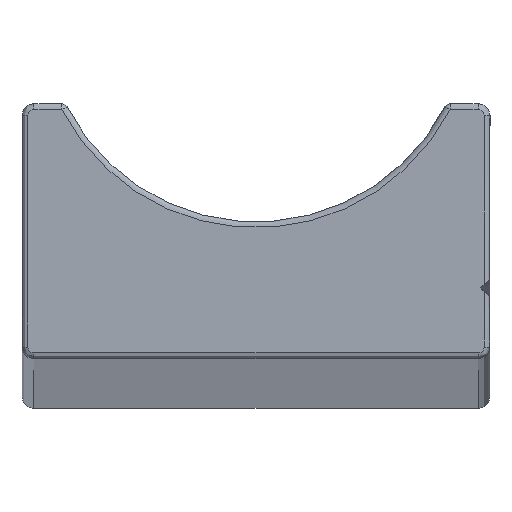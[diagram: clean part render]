
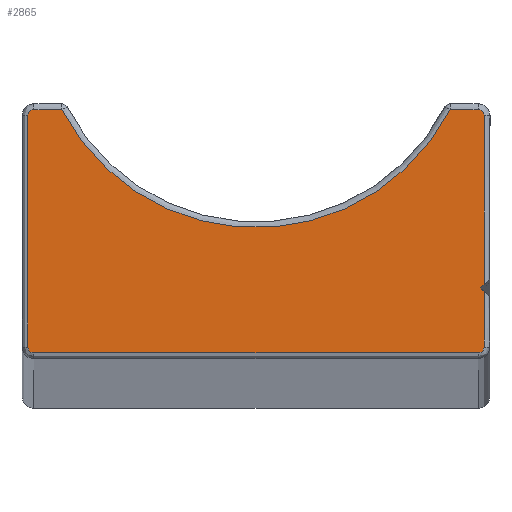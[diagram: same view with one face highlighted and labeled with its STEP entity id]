
A CAD part, top view. The second image highlights one B-rep face of the part: STEP entity #2865.
In plain terms, the highlighted planar face has unit normal (0, 0, 1).
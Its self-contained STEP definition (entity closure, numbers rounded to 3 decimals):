
#115=PLANE('',#3092);
#162=CIRCLE('',#3093,0.25);
#163=CIRCLE('',#3094,9.25);
#164=CIRCLE('',#3095,0.25);
#165=CIRCLE('',#3096,0.25);
#166=CIRCLE('',#3097,0.25);
#275=FACE_OUTER_BOUND('',#458,.T.);
#458=EDGE_LOOP('',(#2093,#2094,#2095,#2096,#2097,#2098,#2099,#2100,#2101,
#2102,#2103,#2104,#2105));
#869=LINE('',#13090,#1020);
#870=LINE('',#13096,#1021);
#871=LINE('',#13098,#1022);
#872=LINE('',#13099,#1023);
#873=LINE('',#13103,#1024);
#874=LINE('',#13107,#1025);
#875=LINE('',#13111,#1026);
#876=LINE('',#13115,#1027);
#1020=VECTOR('',#3450,7.15);
#1021=VECTOR('',#3457,2.35);
#1022=VECTOR('',#3458,0.212);
#1023=VECTOR('',#3459,0.212);
#1024=VECTOR('',#3462,1.184);
#1025=VECTOR('',#3465,1.184);
#1026=VECTOR('',#3468,9.8);
#1027=VECTOR('',#3471,18.8);
#1260=VERTEX_POINT('',#13088);
#1261=VERTEX_POINT('',#13089);
#1262=VERTEX_POINT('',#13094);
#1263=VERTEX_POINT('',#13095);
#1264=VERTEX_POINT('',#13097);
#1265=VERTEX_POINT('',#13100);
#1266=VERTEX_POINT('',#13102);
#1267=VERTEX_POINT('',#13104);
#1268=VERTEX_POINT('',#13106);
#1269=VERTEX_POINT('',#13108);
#1270=VERTEX_POINT('',#13110);
#1271=VERTEX_POINT('',#13112);
#1272=VERTEX_POINT('',#13114);
#1584=EDGE_CURVE('',#1260,#1261,#869,.T.);
#1587=EDGE_CURVE('',#1262,#1263,#870,.T.);
#1588=EDGE_CURVE('',#1263,#1264,#871,.T.);
#1589=EDGE_CURVE('',#1264,#1260,#872,.T.);
#1590=EDGE_CURVE('',#1261,#1265,#162,.T.);
#1591=EDGE_CURVE('',#1265,#1266,#873,.T.);
#1592=EDGE_CURVE('',#1266,#1267,#163,.T.);
#1593=EDGE_CURVE('',#1267,#1268,#874,.T.);
#1594=EDGE_CURVE('',#1268,#1269,#164,.T.);
#1595=EDGE_CURVE('',#1269,#1270,#875,.T.);
#1596=EDGE_CURVE('',#1270,#1271,#165,.T.);
#1597=EDGE_CURVE('',#1271,#1272,#876,.T.);
#1598=EDGE_CURVE('',#1272,#1262,#166,.T.);
#2093=ORIENTED_EDGE('',*,*,#1587,.T.);
#2094=ORIENTED_EDGE('',*,*,#1588,.T.);
#2095=ORIENTED_EDGE('',*,*,#1589,.T.);
#2096=ORIENTED_EDGE('',*,*,#1584,.T.);
#2097=ORIENTED_EDGE('',*,*,#1590,.T.);
#2098=ORIENTED_EDGE('',*,*,#1591,.T.);
#2099=ORIENTED_EDGE('',*,*,#1592,.T.);
#2100=ORIENTED_EDGE('',*,*,#1593,.T.);
#2101=ORIENTED_EDGE('',*,*,#1594,.T.);
#2102=ORIENTED_EDGE('',*,*,#1595,.T.);
#2103=ORIENTED_EDGE('',*,*,#1596,.T.);
#2104=ORIENTED_EDGE('',*,*,#1597,.T.);
#2105=ORIENTED_EDGE('',*,*,#1598,.T.);
#2865=ADVANCED_FACE('',(#275),#115,.T.);
#3092=AXIS2_PLACEMENT_3D('',#13093,#3455,#3456);
#3093=AXIS2_PLACEMENT_3D('',#13101,#3460,#3461);
#3094=AXIS2_PLACEMENT_3D('',#13105,#3463,#3464);
#3095=AXIS2_PLACEMENT_3D('',#13109,#3466,#3467);
#3096=AXIS2_PLACEMENT_3D('',#13113,#3469,#3470);
#3097=AXIS2_PLACEMENT_3D('',#13116,#3472,#3473);
#3450=DIRECTION('',(0.,1.,0.));
#3455=DIRECTION('center_axis',(0.,0.,1.));
#3456=DIRECTION('ref_axis',(1.,0.,0.));
#3457=DIRECTION('',(0.,1.,0.));
#3458=DIRECTION('',(-0.707,0.707,0.));
#3459=DIRECTION('',(0.707,0.707,0.));
#3460=DIRECTION('center_axis',(0.,0.,1.));
#3461=DIRECTION('ref_axis',(1.,0.,0.));
#3462=DIRECTION('',(-1.,0.,0.));
#3463=DIRECTION('center_axis',(0.,0.,-1.));
#3464=DIRECTION('ref_axis',(0.888,-0.459,0.));
#3465=DIRECTION('',(-1.,0.,0.));
#3466=DIRECTION('center_axis',(0.,0.,1.));
#3467=DIRECTION('ref_axis',(0.,1.,0.));
#3468=DIRECTION('',(0.,-1.,0.));
#3469=DIRECTION('center_axis',(0.,0.,1.));
#3470=DIRECTION('ref_axis',(-1.,0.,0.));
#3471=DIRECTION('',(1.,0.,0.));
#3472=DIRECTION('center_axis',(0.,0.,1.));
#3473=DIRECTION('ref_axis',(0.,-1.,0.));
#13088=CARTESIAN_POINT('',(9.65,3.15,600.));
#13089=CARTESIAN_POINT('',(9.65,10.3,600.));
#13090=CARTESIAN_POINT('',(9.65,3.15,600.));
#13093=CARTESIAN_POINT('Origin',(0.,0.,600.));
#13094=CARTESIAN_POINT('',(9.65,0.5,600.));
#13095=CARTESIAN_POINT('',(9.65,2.85,600.));
#13096=CARTESIAN_POINT('',(9.65,0.5,600.));
#13097=CARTESIAN_POINT('',(9.5,3.,600.));
#13098=CARTESIAN_POINT('',(9.65,2.85,600.));
#13099=CARTESIAN_POINT('',(9.5,3.,600.));
#13100=CARTESIAN_POINT('',(9.4,10.55,600.));
#13101=CARTESIAN_POINT('Origin',(9.4,10.3,600.));
#13102=CARTESIAN_POINT('',(8.216,10.55,600.));
#13103=CARTESIAN_POINT('',(9.4,10.55,600.));
#13104=CARTESIAN_POINT('',(-8.216,10.55,600.));
#13105=CARTESIAN_POINT('Origin',(0.,14.8,600.));
#13106=CARTESIAN_POINT('',(-9.4,10.55,600.));
#13107=CARTESIAN_POINT('',(-8.216,10.55,600.));
#13108=CARTESIAN_POINT('',(-9.65,10.3,600.));
#13109=CARTESIAN_POINT('Origin',(-9.4,10.3,600.));
#13110=CARTESIAN_POINT('',(-9.65,0.5,600.));
#13111=CARTESIAN_POINT('',(-9.65,10.3,600.));
#13112=CARTESIAN_POINT('',(-9.4,0.25,600.));
#13113=CARTESIAN_POINT('Origin',(-9.4,0.5,600.));
#13114=CARTESIAN_POINT('',(9.4,0.25,600.));
#13115=CARTESIAN_POINT('',(-9.4,0.25,600.));
#13116=CARTESIAN_POINT('Origin',(9.4,0.5,600.));
